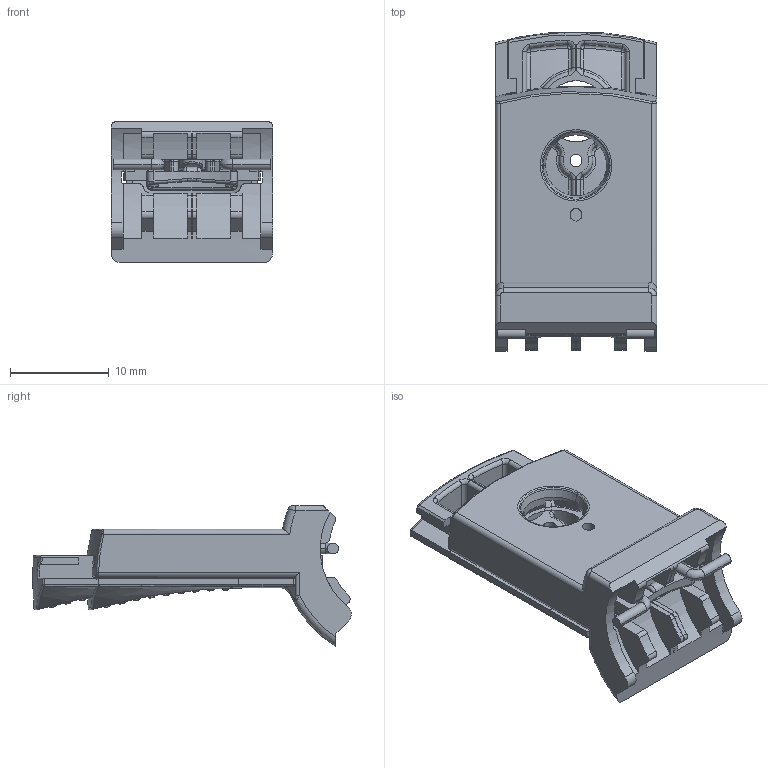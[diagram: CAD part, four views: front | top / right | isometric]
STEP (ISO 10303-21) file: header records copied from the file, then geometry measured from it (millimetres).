
FILE_DESCRIPTION(/* description */ (''),/* implementation_level */ '2;1');
FILE_NAME(/* name */ 'ans.stp',/* time_stamp */ '2024-01-25T16:18:47+08:00',/* author */ (''),/* organization */ (''),/* preprocessor_version */ 'ST-DEVELOPER v14',/* originating_system */ 'SIEMENS PLM Software NX 8.0',/* authorisation */ '');
FILE_SCHEMA (('CONFIG_CONTROL_DESIGN'));
Length unit declared in the file: millimetre
Products named in the file (4): MANIFOLD_SOLID_BREP_143966; MANIFOLD_SOLID_BREP_144061; MANIFOLD_SOLID_BREP_143944; b-ans_stp
Assembly tree (4 placements, depth 2):
  b-ans_stp
    MANIFOLD_SOLID_BREP_143944
    MANIFOLD_SOLID_BREP_144061  x2
    MANIFOLD_SOLID_BREP_143966
Bounding box: 16.4 x 32.32 x 14.27 mm (x, y, z)
Volume: 2783.8 mm3; surface area: 4788 mm2
Topology: 4 solids, 4 shells, 1368 faces, 3545 edges, 2189 vertices
Faces by surface type: cylinder 431, plane 373, bspline 311, torus 199, sphere 50, cone 4
Entity records: 37138 total; most frequent: CARTESIAN_POINT 18221, ORIENTED_EDGE 4224, DIRECTION 3449, EDGE_CURVE 2112, AXIS2_PLACEMENT_3D 1346, VERTEX_POINT 1316, EDGE_LOOP 854, ADVANCED_FACE 822
